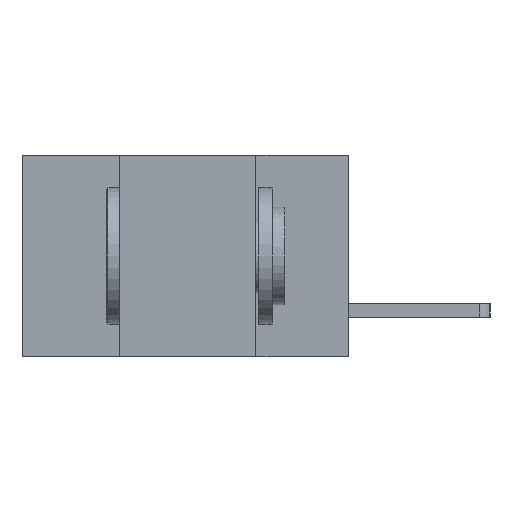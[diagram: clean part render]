
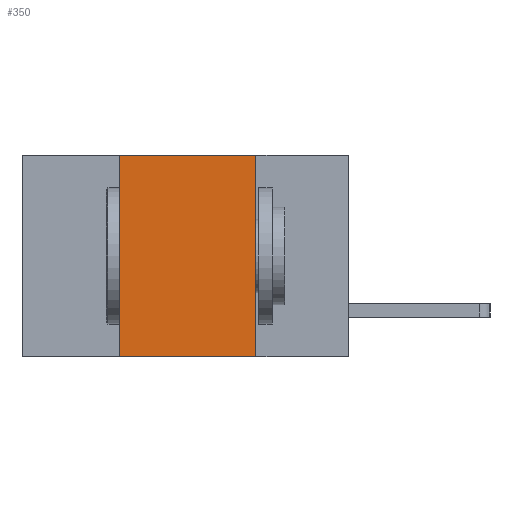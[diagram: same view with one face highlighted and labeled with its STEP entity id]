
A CAD part, left-side view. The second image highlights one B-rep face of the part: STEP entity #350.
In plain terms, the highlighted planar face has unit normal (-1, 0, 0).
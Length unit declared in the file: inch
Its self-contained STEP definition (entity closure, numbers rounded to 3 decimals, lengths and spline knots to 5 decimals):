
#199 = CARTESIAN_POINT ( 'NONE',  ( 0., 0.42, -0.37 ) ) ;
#335 = CARTESIAN_POINT ( 'NONE',  ( 0., 0.42, 0. ) ) ;
#350 = ADVANCED_FACE ( 'NONE', ( #852 ), #6740, .F. ) ;
#473 = CARTESIAN_POINT ( 'NONE',  ( 0., 0.17, -0.37 ) ) ;
#607 = VECTOR ( 'NONE', #7193, 39.37008 ) ;
#806 = VERTEX_POINT ( 'NONE', #199 ) ;
#852 = FACE_OUTER_BOUND ( 'NONE', #878, .T. ) ;
#878 = EDGE_LOOP ( 'NONE', ( #6765, #7726, #6468, #5813 ) ) ;
#1212 = CARTESIAN_POINT ( 'NONE',  ( 0., 0.17, -0.37 ) ) ;
#1472 = CARTESIAN_POINT ( 'NONE',  ( 0., 0.42, -0.37 ) ) ;
#1475 = CARTESIAN_POINT ( 'NONE',  ( 0., 0.6, 0. ) ) ;
#1681 = CARTESIAN_POINT ( 'NONE',  ( 0., 0.6, 0. ) ) ;
#2002 = EDGE_CURVE ( 'NONE', #2817, #7643, #4591, .T. ) ;
#2126 = DIRECTION ( 'NONE',  ( 0., 0., -1. ) ) ;
#2265 = CARTESIAN_POINT ( 'NONE',  ( 0., 0.17, 0. ) ) ;
#2817 = VERTEX_POINT ( 'NONE', #335 ) ;
#3096 = VERTEX_POINT ( 'NONE', #473 ) ;
#3109 = AXIS2_PLACEMENT_3D ( 'NONE', #1475, #4216, #2126 ) ;
#3485 = VECTOR ( 'NONE', #4273, 39.37008 ) ;
#4175 = CARTESIAN_POINT ( 'NONE',  ( 0., 0.6, -0.37 ) ) ;
#4216 = DIRECTION ( 'NONE',  ( 1., 0., 0. ) ) ;
#4273 = DIRECTION ( 'NONE',  ( 0., -1., 0. ) ) ;
#4591 = LINE ( 'NONE', #1681, #607 ) ;
#5813 = ORIENTED_EDGE ( 'NONE', *, *, #6469, .T. ) ;
#6203 = VECTOR ( 'NONE', #6422, 39.37008 ) ;
#6422 = DIRECTION ( 'NONE',  ( 0., 0., -1. ) ) ;
#6468 = ORIENTED_EDGE ( 'NONE', *, *, #8032, .F. ) ;
#6469 = EDGE_CURVE ( 'NONE', #806, #3096, #7383, .T. ) ;
#6740 = PLANE ( 'NONE',  #3109 ) ;
#6765 = ORIENTED_EDGE ( 'NONE', *, *, #7876, .F. ) ;
#7193 = DIRECTION ( 'NONE',  ( 0., -1., 0. ) ) ;
#7346 = DIRECTION ( 'NONE',  ( 0., 0., 1. ) ) ;
#7383 = LINE ( 'NONE', #4175, #3485 ) ;
#7643 = VERTEX_POINT ( 'NONE', #2265 ) ;
#7726 = ORIENTED_EDGE ( 'NONE', *, *, #2002, .F. ) ;
#7876 = EDGE_CURVE ( 'NONE', #7643, #3096, #8135, .T. ) ;
#8032 = EDGE_CURVE ( 'NONE', #806, #2817, #8951, .T. ) ;
#8135 = LINE ( 'NONE', #1212, #6203 ) ;
#8700 = VECTOR ( 'NONE', #7346, 39.37008 ) ;
#8951 = LINE ( 'NONE', #1472, #8700 ) ;
